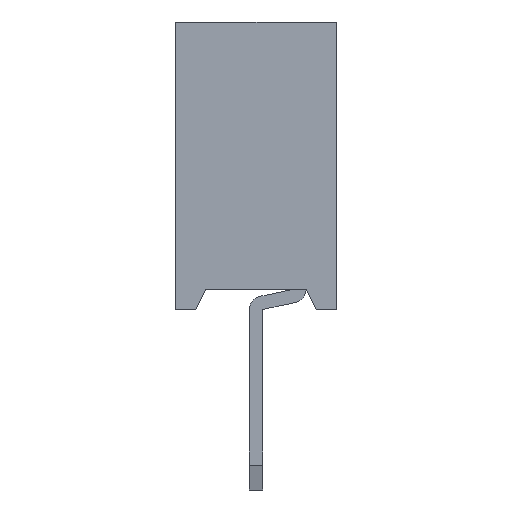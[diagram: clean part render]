
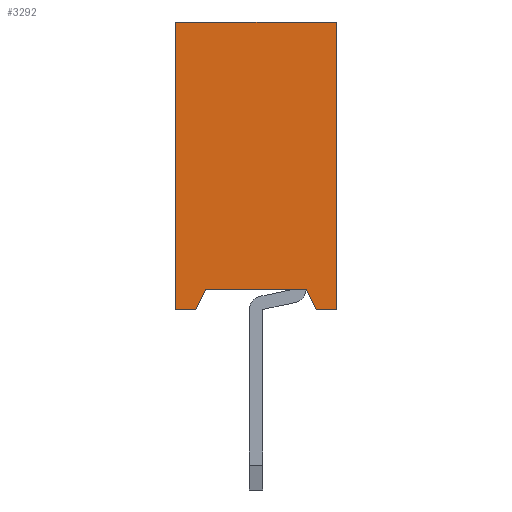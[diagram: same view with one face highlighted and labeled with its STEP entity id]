
A CAD part, left-side view. The second image highlights one B-rep face of the part: STEP entity #3292.
In plain terms, the highlighted planar face has unit normal (-1, 0, 0).
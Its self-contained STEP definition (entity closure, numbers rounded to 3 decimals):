
#3292=ADVANCED_FACE('',(#22142),#22144,.T.);
#22142=FACE_BOUND('',#22143,.T.);
#22143=EDGE_LOOP('',(#36233,#36234,#36235,#36236,#36237,#36238,#36239,#36240));
#22144=PLANE('',#22145);
#22145=AXIS2_PLACEMENT_3D('',#22146,#22147,#22148);
#22146=CARTESIAN_POINT('',(-1.,1.2,0.));
#22147=DIRECTION('',(-1.,0.,0.));
#22148=DIRECTION('',(0.,-1.,0.));
#36233=ORIENTED_EDGE('',*,*,#46958,.T.);
#36234=ORIENTED_EDGE('',*,*,#46423,.T.);
#36235=ORIENTED_EDGE('',*,*,#46959,.T.);
#36236=ORIENTED_EDGE('',*,*,#46960,.T.);
#36237=ORIENTED_EDGE('',*,*,#46961,.T.);
#36238=ORIENTED_EDGE('',*,*,#46962,.F.);
#36239=ORIENTED_EDGE('',*,*,#46963,.F.);
#36240=ORIENTED_EDGE('',*,*,#46901,.T.);
#46423=EDGE_CURVE('',#52232,#52230,#52233,.T.);
#46901=EDGE_CURVE('',#53142,#53140,#53143,.T.);
#46958=EDGE_CURVE('',#53140,#52232,#53206,.F.);
#46959=EDGE_CURVE('',#52230,#53207,#53208,.F.);
#46960=EDGE_CURVE('',#53207,#53209,#53210,.T.);
#46961=EDGE_CURVE('',#53209,#53211,#53212,.T.);
#46962=EDGE_CURVE('',#53213,#53211,#53214,.T.);
#46963=EDGE_CURVE('',#53142,#53213,#53215,.T.);
#52230=VERTEX_POINT('',#61938);
#52232=VERTEX_POINT('',#61942);
#52233=LINE('',#61943,#61944);
#53140=VERTEX_POINT('',#63804);
#53142=VERTEX_POINT('',#63808);
#53143=LINE('',#63809,#63810);
#53206=LINE('',#63986,#63987);
#53207=VERTEX_POINT('',#63989);
#53208=LINE('',#63990,#63991);
#53209=VERTEX_POINT('',#63993);
#53210=LINE('',#63994,#63995);
#53211=VERTEX_POINT('',#63997);
#53212=LINE('',#63998,#63999);
#53213=VERTEX_POINT('',#64001);
#53214=LINE('',#64002,#64003);
#53215=LINE('',#64005,#64006);
#61938=CARTESIAN_POINT('',(-1.,-0.75,0.3));
#61942=CARTESIAN_POINT('',(-1.,0.75,0.3));
#61943=CARTESIAN_POINT('',(-1.,0.75,0.3));
#61944=VECTOR('',#61945,1.);
#61945=DIRECTION('',(0.,-1.,0.));
#63804=CARTESIAN_POINT('',(-1.,0.9,0.));
#63808=CARTESIAN_POINT('',(-1.,1.2,0.));
#63809=CARTESIAN_POINT('',(-1.,1.2,0.));
#63810=VECTOR('',#63811,1.);
#63811=DIRECTION('',(0.,-1.,0.));
#63986=CARTESIAN_POINT('',(-1.,0.75,0.3));
#63987=VECTOR('',#63988,1.);
#63988=DIRECTION('',(0.,0.447,-0.894));
#63989=CARTESIAN_POINT('',(-1.,-0.9,0.));
#63990=CARTESIAN_POINT('',(-1.,-0.9,0.));
#63991=VECTOR('',#63992,1.);
#63992=DIRECTION('',(0.,0.447,0.894));
#63993=CARTESIAN_POINT('',(-1.,-1.2,0.));
#63994=CARTESIAN_POINT('',(-1.,-0.9,0.));
#63995=VECTOR('',#63996,1.);
#63996=DIRECTION('',(0.,-1.,0.));
#63997=CARTESIAN_POINT('',(-1.,-1.2,4.3));
#63998=CARTESIAN_POINT('',(-1.,-1.2,0.));
#63999=VECTOR('',#64000,1.);
#64000=DIRECTION('',(0.,0.,1.));
#64001=CARTESIAN_POINT('',(-1.,1.2,4.3));
#64002=CARTESIAN_POINT('',(-1.,1.2,4.3));
#64003=VECTOR('',#64004,1.);
#64004=DIRECTION('',(0.,-1.,0.));
#64005=CARTESIAN_POINT('',(-1.,1.2,0.));
#64006=VECTOR('',#64007,1.);
#64007=DIRECTION('',(0.,0.,1.));
